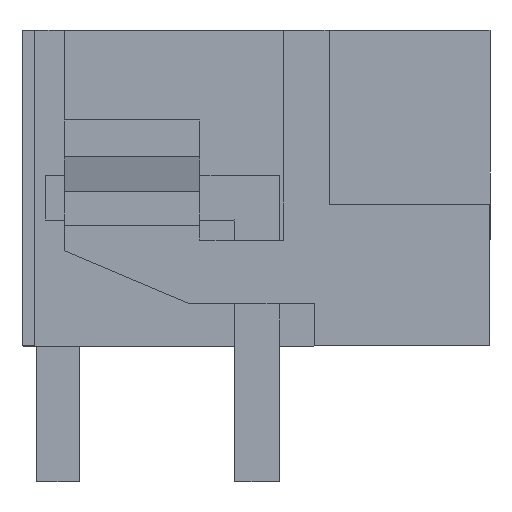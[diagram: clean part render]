
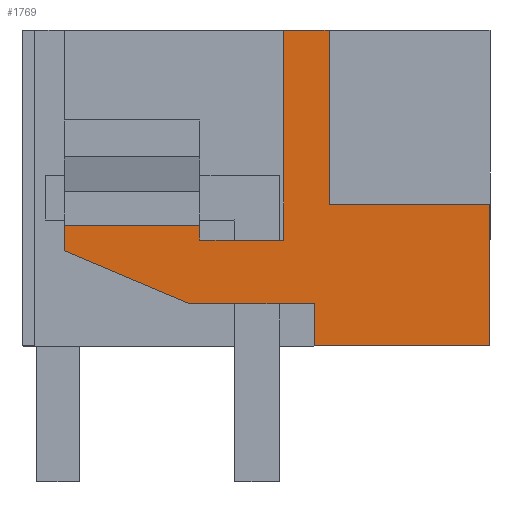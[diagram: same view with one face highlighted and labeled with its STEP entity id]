
A CAD part, left-side view. The second image highlights one B-rep face of the part: STEP entity #1769.
In plain terms, the highlighted planar face has unit normal (-1, 0, 0).
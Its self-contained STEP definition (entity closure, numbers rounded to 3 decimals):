
#1695=AXIS2_PLACEMENT_3D('Plane Axis2P3D',#1692,#1693,#1694) ;
#505=CARTESIAN_POINT('Vertex',(0.,4.875,10.65)) ;
#508=CARTESIAN_POINT('Line Origine',(0.,4.338,10.65)) ;
#512=CARTESIAN_POINT('Vertex',(0.,3.8,10.65)) ;
#743=CARTESIAN_POINT('Vertex',(0.,0.,3.2)) ;
#748=CARTESIAN_POINT('Line Origine',(0.,2.075,3.2)) ;
#752=CARTESIAN_POINT('Vertex',(0.,4.15,3.2)) ;
#1498=CARTESIAN_POINT('Vertex',(0.,10.05,5.45)) ;
#1501=CARTESIAN_POINT('Line Origine',(0.,10.05,5.75)) ;
#1505=CARTESIAN_POINT('Vertex',(0.,10.05,6.05)) ;
#1677=CARTESIAN_POINT('Vertex',(0.,4.875,5.7)) ;
#1680=CARTESIAN_POINT('Line Origine',(0.,4.875,8.175)) ;
#1692=CARTESIAN_POINT('Axis2P3D Location',(0.,11.05,0.)) ;
#1697=CARTESIAN_POINT('Line Origine',(0.,5.863,5.7)) ;
#1701=CARTESIAN_POINT('Vertex',(0.,6.85,5.7)) ;
#1704=CARTESIAN_POINT('Line Origine',(0.,6.85,5.875)) ;
#1708=CARTESIAN_POINT('Vertex',(0.,6.85,6.05)) ;
#1711=CARTESIAN_POINT('Line Origine',(0.,8.45,6.05)) ;
#1716=CARTESIAN_POINT('Line Origine',(0.,8.571,4.823)) ;
#1720=CARTESIAN_POINT('Vertex',(0.,7.092,4.197)) ;
#1723=CARTESIAN_POINT('Line Origine',(0.,5.621,4.197)) ;
#1727=CARTESIAN_POINT('Vertex',(0.,4.15,4.197)) ;
#1730=CARTESIAN_POINT('Line Origine',(0.,4.15,3.698)) ;
#1735=CARTESIAN_POINT('Line Origine',(0.,0.,4.875)) ;
#1739=CARTESIAN_POINT('Vertex',(0.,0.,6.55)) ;
#1742=CARTESIAN_POINT('Line Origine',(0.,1.9,6.55)) ;
#1746=CARTESIAN_POINT('Vertex',(0.,3.8,6.55)) ;
#1749=CARTESIAN_POINT('Line Origine',(0.,3.8,8.6)) ;
#509=DIRECTION('Vector Direction',(0.,-1.,0.)) ;
#749=DIRECTION('Vector Direction',(0.,1.,0.)) ;
#1502=DIRECTION('Vector Direction',(0.,0.,-1.)) ;
#1681=DIRECTION('Vector Direction',(0.,0.,1.)) ;
#1693=DIRECTION('Axis2P3D Direction',(-1.,0.,0.)) ;
#1694=DIRECTION('Axis2P3D XDirection',(0.,-1.,0.)) ;
#1698=DIRECTION('Vector Direction',(0.,1.,0.)) ;
#1705=DIRECTION('Vector Direction',(0.,0.,1.)) ;
#1712=DIRECTION('Vector Direction',(0.,1.,0.)) ;
#1717=DIRECTION('Vector Direction',(0.,0.921,0.39)) ;
#1724=DIRECTION('Vector Direction',(0.,-1.,0.)) ;
#1731=DIRECTION('Vector Direction',(0.,0.,-1.)) ;
#1736=DIRECTION('Vector Direction',(0.,0.,-1.)) ;
#1743=DIRECTION('Vector Direction',(0.,1.,0.)) ;
#1750=DIRECTION('Vector Direction',(0.,0.,-1.)) ;
#510=VECTOR('Line Direction',#509,1.) ;
#750=VECTOR('Line Direction',#749,1.) ;
#1503=VECTOR('Line Direction',#1502,1.) ;
#1682=VECTOR('Line Direction',#1681,1.) ;
#1699=VECTOR('Line Direction',#1698,1.) ;
#1706=VECTOR('Line Direction',#1705,1.) ;
#1713=VECTOR('Line Direction',#1712,1.) ;
#1718=VECTOR('Line Direction',#1717,1.) ;
#1725=VECTOR('Line Direction',#1724,1.) ;
#1732=VECTOR('Line Direction',#1731,1.) ;
#1737=VECTOR('Line Direction',#1736,1.) ;
#1744=VECTOR('Line Direction',#1743,1.) ;
#1751=VECTOR('Line Direction',#1750,1.) ;
#1755=ORIENTED_EDGE('',*,*,#514,.T.) ;
#1756=ORIENTED_EDGE('',*,*,#1684,.T.) ;
#1757=ORIENTED_EDGE('',*,*,#1703,.T.) ;
#1758=ORIENTED_EDGE('',*,*,#1710,.T.) ;
#1759=ORIENTED_EDGE('',*,*,#1715,.T.) ;
#1760=ORIENTED_EDGE('',*,*,#1507,.T.) ;
#1761=ORIENTED_EDGE('',*,*,#1722,.T.) ;
#1762=ORIENTED_EDGE('',*,*,#1729,.T.) ;
#1763=ORIENTED_EDGE('',*,*,#1734,.T.) ;
#1764=ORIENTED_EDGE('',*,*,#754,.T.) ;
#1765=ORIENTED_EDGE('',*,*,#1741,.T.) ;
#1766=ORIENTED_EDGE('',*,*,#1748,.F.) ;
#1767=ORIENTED_EDGE('',*,*,#1753,.F.) ;
#1769=ADVANCED_FACE('HOUSING',(#1768),#1696,.T.) ;
#514=EDGE_CURVE('',#513,#506,#511,.F.) ;
#754=EDGE_CURVE('',#753,#744,#751,.F.) ;
#1507=EDGE_CURVE('',#1506,#1499,#1504,.T.) ;
#1684=EDGE_CURVE('',#506,#1678,#1683,.F.) ;
#1703=EDGE_CURVE('',#1678,#1702,#1700,.T.) ;
#1710=EDGE_CURVE('',#1702,#1709,#1707,.T.) ;
#1715=EDGE_CURVE('',#1709,#1506,#1714,.T.) ;
#1722=EDGE_CURVE('',#1499,#1721,#1719,.F.) ;
#1729=EDGE_CURVE('',#1721,#1728,#1726,.T.) ;
#1734=EDGE_CURVE('',#1728,#753,#1733,.T.) ;
#1741=EDGE_CURVE('',#744,#1740,#1738,.F.) ;
#1748=EDGE_CURVE('',#1747,#1740,#1745,.F.) ;
#1753=EDGE_CURVE('',#513,#1747,#1752,.T.) ;
#1754=EDGE_LOOP('',(#1755,#1756,#1757,#1758,#1759,#1760,#1761,#1762,#1763,#1764,#1765,#1766,#1767)) ;
#1768=FACE_OUTER_BOUND('',#1754,.T.) ;
#511=LINE('Line',#508,#510) ;
#751=LINE('Line',#748,#750) ;
#1504=LINE('Line',#1501,#1503) ;
#1683=LINE('Line',#1680,#1682) ;
#1700=LINE('Line',#1697,#1699) ;
#1707=LINE('Line',#1704,#1706) ;
#1714=LINE('Line',#1711,#1713) ;
#1719=LINE('Line',#1716,#1718) ;
#1726=LINE('Line',#1723,#1725) ;
#1733=LINE('Line',#1730,#1732) ;
#1738=LINE('Line',#1735,#1737) ;
#1745=LINE('Line',#1742,#1744) ;
#1752=LINE('Line',#1749,#1751) ;
#1696=PLANE('',#1695) ;
#506=VERTEX_POINT('',#505) ;
#513=VERTEX_POINT('',#512) ;
#744=VERTEX_POINT('',#743) ;
#753=VERTEX_POINT('',#752) ;
#1499=VERTEX_POINT('',#1498) ;
#1506=VERTEX_POINT('',#1505) ;
#1678=VERTEX_POINT('',#1677) ;
#1702=VERTEX_POINT('',#1701) ;
#1709=VERTEX_POINT('',#1708) ;
#1721=VERTEX_POINT('',#1720) ;
#1728=VERTEX_POINT('',#1727) ;
#1740=VERTEX_POINT('',#1739) ;
#1747=VERTEX_POINT('',#1746) ;
